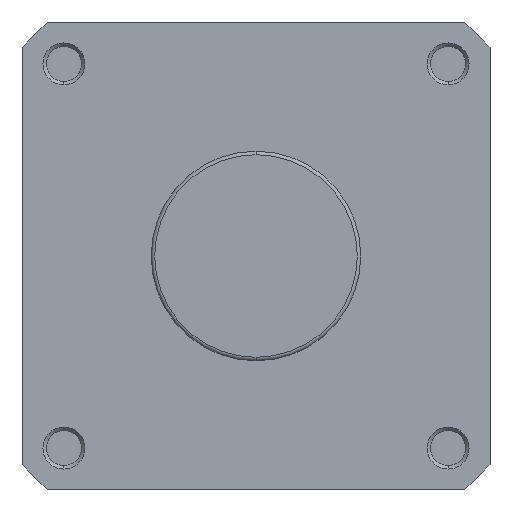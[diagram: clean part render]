
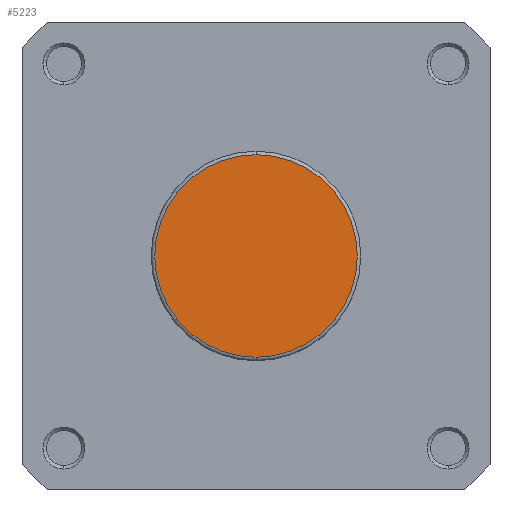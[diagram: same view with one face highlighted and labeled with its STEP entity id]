
A CAD part, left-side view. The second image highlights one B-rep face of the part: STEP entity #5223.
In plain terms, the highlighted planar face has unit normal (-1, 0, 0).
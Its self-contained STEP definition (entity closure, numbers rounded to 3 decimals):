
#4 = CARTESIAN_POINT ( 'NONE',  ( 0., 30., 0. ) ) ;
#5 = PLANE ( 'NONE',  #4529 ) ;
#6 = DIRECTION ( 'NONE',  ( 1., 0., 0. ) ) ;
#7 = DIRECTION ( 'NONE',  ( 0., 0., -1. ) ) ;
#928 = ORIENTED_EDGE ( 'NONE', *, *, #4232, .T. ) ;
#1002 = CARTESIAN_POINT ( 'NONE',  ( 0., 0., 29. ) ) ;
#1263 = CARTESIAN_POINT ( 'NONE',  ( 0., 0., -29. ) ) ;
#1467 = DIRECTION ( 'NONE',  ( -1., 0., 0. ) ) ;
#1478 = CARTESIAN_POINT ( 'NONE',  ( 0., 0., 0. ) ) ;
#1480 = DIRECTION ( 'NONE',  ( 0., 0., -1. ) ) ;
#1857 = DIRECTION ( 'NONE',  ( 0., 0., -1. ) ) ;
#1868 = DIRECTION ( 'NONE',  ( -1., 0., 0. ) ) ;
#2088 = CARTESIAN_POINT ( 'NONE',  ( 0., 0., 0. ) ) ;
#2449 = VERTEX_POINT ( 'NONE', #1002 ) ;
#2506 = VERTEX_POINT ( 'NONE', #1263 ) ;
#2678 = EDGE_LOOP ( 'NONE', ( #928, #4774 ) ) ;
#3631 = CIRCLE ( 'NONE', #4412, 29. ) ;
#3715 = CIRCLE ( 'NONE', #4443, 29. ) ;
#4173 = EDGE_CURVE ( 'NONE', #2449, #2506, #3631, .T. ) ;
#4232 = EDGE_CURVE ( 'NONE', #2506, #2449, #3715, .T. ) ;
#4412 = AXIS2_PLACEMENT_3D ( 'NONE', #2088, #1868, #1857 ) ;
#4443 = AXIS2_PLACEMENT_3D ( 'NONE', #1478, #1467, #1480 ) ;
#4529 = AXIS2_PLACEMENT_3D ( 'NONE', #4, #6, #7 ) ;
#4774 = ORIENTED_EDGE ( 'NONE', *, *, #4173, .T. ) ;
#4856 = FACE_OUTER_BOUND ( 'NONE', #2678, .T. ) ;
#5223 = ADVANCED_FACE ( 'NONE', ( #4856 ), #5, .F. ) ;
